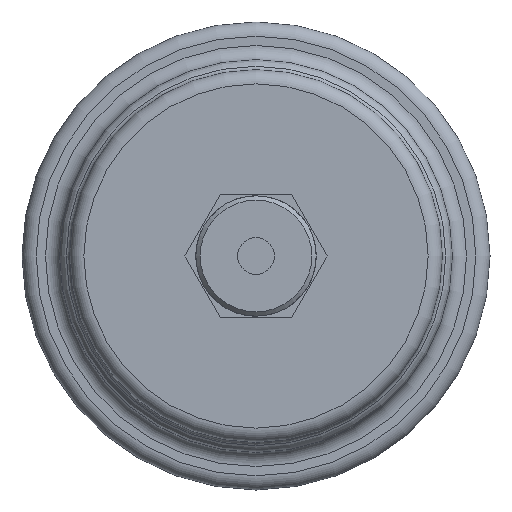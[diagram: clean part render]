
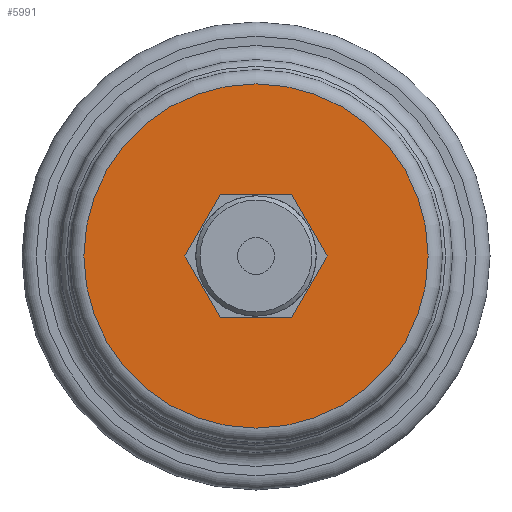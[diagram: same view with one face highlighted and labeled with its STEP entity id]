
A CAD part, front view. The second image highlights one B-rep face of the part: STEP entity #5991.
In plain terms, the highlighted planar face has unit normal (0, -1, 0).
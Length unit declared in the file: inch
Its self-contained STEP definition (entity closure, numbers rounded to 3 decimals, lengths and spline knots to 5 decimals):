
#216 = EDGE_LOOP ( 'NONE', ( #64986, #23456, #51253, #53952, #39737, #53619 ) ) ;
#2040 = VECTOR ( 'NONE', #25259, 39.37008 ) ;
#3219 = DIRECTION ( 'NONE',  ( 0., 0., -1. ) ) ;
#3852 = DIRECTION ( 'NONE',  ( 0., -1., 0. ) ) ;
#4410 = CARTESIAN_POINT ( 'NONE',  ( -0.50027, 0., 0. ) ) ;
#4745 = DIRECTION ( 'NONE',  ( 0., 0., -1. ) ) ;
#5991 = ADVANCED_FACE ( 'NONE', ( #7541, #43468 ), #53936, .T. ) ;
#6501 = DIRECTION ( 'NONE',  ( -0.5, 0., 0.866 ) ) ;
#6573 = VERTEX_POINT ( 'NONE', #8696 ) ;
#7428 = VECTOR ( 'NONE', #34969, 39.37008 ) ;
#7541 = FACE_OUTER_BOUND ( 'NONE', #33253, .T. ) ;
#8696 = CARTESIAN_POINT ( 'NONE',  ( -0.50027, 0., 0. ) ) ;
#9100 = VERTEX_POINT ( 'NONE', #48840 ) ;
#9332 = LINE ( 'NONE', #65073, #45648 ) ;
#9336 = EDGE_CURVE ( 'NONE', #19736, #17747, #48440, .T. ) ;
#12386 = EDGE_CURVE ( 'NONE', #14306, #6573, #56817, .T. ) ;
#13538 = CARTESIAN_POINT ( 'NONE',  ( 1.31, 0., 0. ) ) ;
#14306 = VERTEX_POINT ( 'NONE', #40023 ) ;
#14512 = CARTESIAN_POINT ( 'NONE',  ( -0.25014, 0., -0.43325 ) ) ;
#15059 = CARTESIAN_POINT ( 'NONE',  ( 0.50027, 0., 0. ) ) ;
#15156 = CARTESIAN_POINT ( 'NONE',  ( -0.25014, 0., 0.43325 ) ) ;
#15450 = CARTESIAN_POINT ( 'NONE',  ( 0., 0., 0. ) ) ;
#17747 = VERTEX_POINT ( 'NONE', #48934 ) ;
#19138 = DIRECTION ( 'NONE',  ( -1., 0., 0. ) ) ;
#19616 = AXIS2_PLACEMENT_3D ( 'NONE', #15450, #56803, #4745 ) ;
#19736 = VERTEX_POINT ( 'NONE', #14512 ) ;
#21912 = CARTESIAN_POINT ( 'NONE',  ( -0.25014, 0., -0.43325 ) ) ;
#22682 = EDGE_CURVE ( 'NONE', #33463, #9100, #26014, .T. ) ;
#23274 = VECTOR ( 'NONE', #6501, 39.37008 ) ;
#23456 = ORIENTED_EDGE ( 'NONE', *, *, #12386, .F. ) ;
#24810 = CARTESIAN_POINT ( 'NONE',  ( 0., 0., -1.21 ) ) ;
#25259 = DIRECTION ( 'NONE',  ( -0.5, 0., -0.866 ) ) ;
#26014 = LINE ( 'NONE', #51854, #23274 ) ;
#26989 = VECTOR ( 'NONE', #43353, 39.37008 ) ;
#33213 = EDGE_CURVE ( 'NONE', #60026, #60026, #55058, .T. ) ;
#33253 = EDGE_LOOP ( 'NONE', ( #58758 ) ) ;
#33463 = VERTEX_POINT ( 'NONE', #15059 ) ;
#34969 = DIRECTION ( 'NONE',  ( 0.5, 0., -0.866 ) ) ;
#35000 = LINE ( 'NONE', #56174, #49070 ) ;
#35341 = EDGE_CURVE ( 'NONE', #9100, #14306, #9332, .T. ) ;
#36491 = EDGE_CURVE ( 'NONE', #17747, #33463, #35000, .T. ) ;
#39737 = ORIENTED_EDGE ( 'NONE', *, *, #36491, .F. ) ;
#40023 = CARTESIAN_POINT ( 'NONE',  ( -0.25014, 0., 0.43325 ) ) ;
#43353 = DIRECTION ( 'NONE',  ( 1., 0., 0. ) ) ;
#43468 = FACE_BOUND ( 'NONE', #216, .T. ) ;
#45648 = VECTOR ( 'NONE', #19138, 39.37008 ) ;
#48440 = LINE ( 'NONE', #21912, #26989 ) ;
#48840 = CARTESIAN_POINT ( 'NONE',  ( 0.25014, 0., 0.43325 ) ) ;
#48934 = CARTESIAN_POINT ( 'NONE',  ( 0.25014, 0., -0.43325 ) ) ;
#49070 = VECTOR ( 'NONE', #65486, 39.37008 ) ;
#50426 = LINE ( 'NONE', #4410, #7428 ) ;
#51189 = AXIS2_PLACEMENT_3D ( 'NONE', #13538, #3852, #3219 ) ;
#51253 = ORIENTED_EDGE ( 'NONE', *, *, #35341, .F. ) ;
#51854 = CARTESIAN_POINT ( 'NONE',  ( 0.50027, 0., 0. ) ) ;
#53545 = EDGE_CURVE ( 'NONE', #6573, #19736, #50426, .T. ) ;
#53619 = ORIENTED_EDGE ( 'NONE', *, *, #9336, .F. ) ;
#53936 = PLANE ( 'NONE',  #51189 ) ;
#53952 = ORIENTED_EDGE ( 'NONE', *, *, #22682, .F. ) ;
#55058 = CIRCLE ( 'NONE', #19616, 1.21 ) ;
#56174 = CARTESIAN_POINT ( 'NONE',  ( 0.25014, 0., -0.43325 ) ) ;
#56803 = DIRECTION ( 'NONE',  ( 0., -1., 0. ) ) ;
#56817 = LINE ( 'NONE', #15156, #2040 ) ;
#58758 = ORIENTED_EDGE ( 'NONE', *, *, #33213, .T. ) ;
#60026 = VERTEX_POINT ( 'NONE', #24810 ) ;
#64986 = ORIENTED_EDGE ( 'NONE', *, *, #53545, .F. ) ;
#65073 = CARTESIAN_POINT ( 'NONE',  ( 0.25014, 0., 0.43325 ) ) ;
#65486 = DIRECTION ( 'NONE',  ( 0.5, 0., 0.866 ) ) ;
